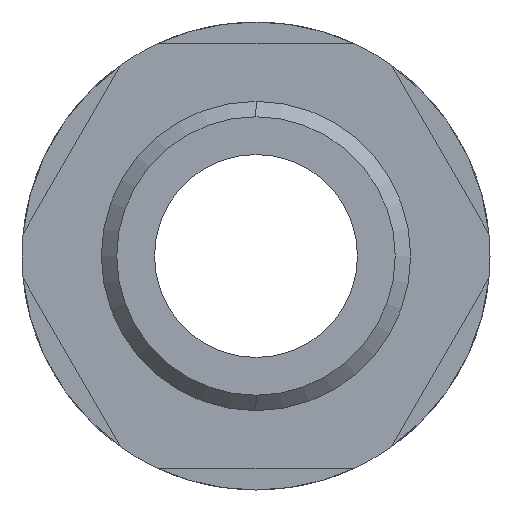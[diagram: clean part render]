
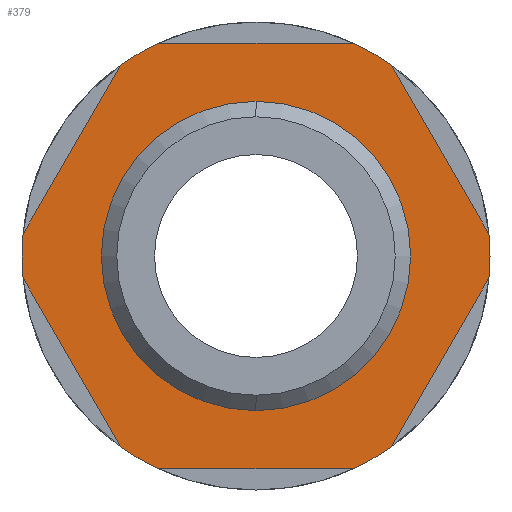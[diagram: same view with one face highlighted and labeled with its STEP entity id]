
A CAD part, left-side view. The second image highlights one B-rep face of the part: STEP entity #379.
In plain terms, the highlighted planar face has unit normal (-1, 0, 0).
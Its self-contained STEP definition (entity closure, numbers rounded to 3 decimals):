
#32 = DIRECTION ( 'NONE',  ( 0., 0., 1. ) ) ;
#72 = DIRECTION ( 'NONE',  ( 0., 1., 0. ) ) ;
#104 = LINE ( 'NONE', #2648, #1870 ) ;
#154 = ORIENTED_EDGE ( 'NONE', *, *, #4545, .T. ) ;
#259 = ORIENTED_EDGE ( 'NONE', *, *, #2073, .T. ) ;
#281 = CARTESIAN_POINT ( 'NONE',  ( 4.9, -7.006, 9.865 ) ) ;
#328 = EDGE_CURVE ( 'NONE', #3231, #2409, #1471, .T. ) ;
#379 = ADVANCED_FACE ( 'NONE', ( #1240, #1346 ), #447, .T. ) ;
#447 = PLANE ( 'NONE',  #513 ) ;
#485 = AXIS2_PLACEMENT_3D ( 'NONE', #874, #1836, #555 ) ;
#487 = EDGE_CURVE ( 'NONE', #1977, #1982, #2333, .T. ) ;
#508 = DIRECTION ( 'NONE',  ( -1., 0., 0. ) ) ;
#513 = AXIS2_PLACEMENT_3D ( 'NONE', #697, #3652, #3999 ) ;
#537 = LINE ( 'NONE', #1513, #4082 ) ;
#555 = DIRECTION ( 'NONE',  ( 0., 0., 1. ) ) ;
#587 = ORIENTED_EDGE ( 'NONE', *, *, #1891, .F. ) ;
#618 = DIRECTION ( 'NONE',  ( 0., 0., 1. ) ) ;
#631 = EDGE_CURVE ( 'NONE', #1982, #3851, #2624, .T. ) ;
#671 = CARTESIAN_POINT ( 'NONE',  ( 4.9, 0., 0. ) ) ;
#681 = CARTESIAN_POINT ( 'NONE',  ( 4.9, 0., 8. ) ) ;
#689 = CARTESIAN_POINT ( 'NONE',  ( 4.9, 0., 0. ) ) ;
#697 = CARTESIAN_POINT ( 'NONE',  ( 4.9, 0., 0. ) ) ;
#738 = DIRECTION ( 'NONE',  ( -1., 0., 0. ) ) ;
#784 = EDGE_CURVE ( 'NONE', #3851, #3231, #4513, .T. ) ;
#871 = DIRECTION ( 'NONE',  ( 0., 0.5, -0.866 ) ) ;
#874 = CARTESIAN_POINT ( 'NONE',  ( 4.9, 0., 0. ) ) ;
#890 = DIRECTION ( 'NONE',  ( -1., 0., 0. ) ) ;
#911 = CARTESIAN_POINT ( 'NONE',  ( 4.9, -7.006, -9.865 ) ) ;
#929 = EDGE_CURVE ( 'NONE', #2239, #1203, #4195, .T. ) ;
#1030 = DIRECTION ( 'NONE',  ( 0., 0., 1. ) ) ;
#1052 = DIRECTION ( 'NONE',  ( 0., 0., 1. ) ) ;
#1122 = VERTEX_POINT ( 'NONE', #1254 ) ;
#1134 = CARTESIAN_POINT ( 'NONE',  ( 4.9, -6.351, 11. ) ) ;
#1203 = VERTEX_POINT ( 'NONE', #4453 ) ;
#1208 = EDGE_CURVE ( 'NONE', #3579, #4111, #4351, .T. ) ;
#1229 = ORIENTED_EDGE ( 'NONE', *, *, #4045, .T. ) ;
#1240 = FACE_BOUND ( 'NONE', #2863, .T. ) ;
#1254 = CARTESIAN_POINT ( 'NONE',  ( 4.9, 7.006, 9.865 ) ) ;
#1346 = FACE_OUTER_BOUND ( 'NONE', #4382, .T. ) ;
#1471 = LINE ( 'NONE', #4481, #4051 ) ;
#1475 = CARTESIAN_POINT ( 'NONE',  ( 4.9, 12.047, 1.135 ) ) ;
#1505 = CIRCLE ( 'NONE', #2092, 8. ) ;
#1512 = AXIS2_PLACEMENT_3D ( 'NONE', #4187, #2075, #4525 ) ;
#1513 = CARTESIAN_POINT ( 'NONE',  ( 4.9, 6.351, -11. ) ) ;
#1576 = ORIENTED_EDGE ( 'NONE', *, *, #784, .T. ) ;
#1610 = ORIENTED_EDGE ( 'NONE', *, *, #4066, .T. ) ;
#1714 = ORIENTED_EDGE ( 'NONE', *, *, #4433, .T. ) ;
#1734 = AXIS2_PLACEMENT_3D ( 'NONE', #671, #3156, #1030 ) ;
#1806 = ORIENTED_EDGE ( 'NONE', *, *, #929, .T. ) ;
#1836 = DIRECTION ( 'NONE',  ( -1., 0., 0. ) ) ;
#1867 = CARTESIAN_POINT ( 'NONE',  ( 4.9, -5.041, 11. ) ) ;
#1870 = VECTOR ( 'NONE', #871, 1000. ) ;
#1891 = EDGE_CURVE ( 'NONE', #4111, #3579, #1505, .T. ) ;
#1976 = CARTESIAN_POINT ( 'NONE',  ( 4.9, -12.047, -1.135 ) ) ;
#1977 = VERTEX_POINT ( 'NONE', #4424 ) ;
#1982 = VERTEX_POINT ( 'NONE', #911 ) ;
#2073 = EDGE_CURVE ( 'NONE', #3032, #1122, #2140, .T. ) ;
#2075 = DIRECTION ( 'NONE',  ( -1., 0., 0. ) ) ;
#2092 = AXIS2_PLACEMENT_3D ( 'NONE', #2645, #508, #2990 ) ;
#2140 = CIRCLE ( 'NONE', #2486, 12.1 ) ;
#2148 = VECTOR ( 'NONE', #2834, 1000. ) ;
#2216 = AXIS2_PLACEMENT_3D ( 'NONE', #3365, #890, #618 ) ;
#2239 = VERTEX_POINT ( 'NONE', #3370 ) ;
#2333 = CIRCLE ( 'NONE', #4067, 12.1 ) ;
#2370 = CIRCLE ( 'NONE', #1734, 12.1 ) ;
#2409 = VERTEX_POINT ( 'NONE', #281 ) ;
#2420 = VERTEX_POINT ( 'NONE', #3496 ) ;
#2486 = AXIS2_PLACEMENT_3D ( 'NONE', #689, #3175, #1052 ) ;
#2624 = LINE ( 'NONE', #4069, #4465 ) ;
#2625 = VERTEX_POINT ( 'NONE', #1867 ) ;
#2645 = CARTESIAN_POINT ( 'NONE',  ( 4.9, 0., 0. ) ) ;
#2648 = CARTESIAN_POINT ( 'NONE',  ( 4.9, 6.351, 11. ) ) ;
#2793 = ORIENTED_EDGE ( 'NONE', *, *, #487, .T. ) ;
#2802 = DIRECTION ( 'NONE',  ( 0., -0.5, 0.866 ) ) ;
#2834 = DIRECTION ( 'NONE',  ( 0., -0.5, -0.866 ) ) ;
#2863 = EDGE_LOOP ( 'NONE', ( #587, #4227 ) ) ;
#2877 = CARTESIAN_POINT ( 'NONE',  ( 4.9, 0., 0. ) ) ;
#2931 = DIRECTION ( 'NONE',  ( 0., -1., 0. ) ) ;
#2990 = DIRECTION ( 'NONE',  ( 0., 0., 1. ) ) ;
#3032 = VERTEX_POINT ( 'NONE', #3392 ) ;
#3156 = DIRECTION ( 'NONE',  ( -1., 0., 0. ) ) ;
#3175 = DIRECTION ( 'NONE',  ( -1., 0., 0. ) ) ;
#3197 = ORIENTED_EDGE ( 'NONE', *, *, #4355, .T. ) ;
#3199 = ORIENTED_EDGE ( 'NONE', *, *, #328, .T. ) ;
#3231 = VERTEX_POINT ( 'NONE', #3861 ) ;
#3232 = VERTEX_POINT ( 'NONE', #1475 ) ;
#3265 = DIRECTION ( 'NONE',  ( 0., 0., 1. ) ) ;
#3365 = CARTESIAN_POINT ( 'NONE',  ( 4.9, 0., 0. ) ) ;
#3370 = CARTESIAN_POINT ( 'NONE',  ( 4.9, 7.006, -9.865 ) ) ;
#3380 = ORIENTED_EDGE ( 'NONE', *, *, #631, .T. ) ;
#3383 = LINE ( 'NONE', #1134, #4181 ) ;
#3392 = CARTESIAN_POINT ( 'NONE',  ( 4.9, 5.041, 11. ) ) ;
#3496 = CARTESIAN_POINT ( 'NONE',  ( 4.9, 12.047, -1.135 ) ) ;
#3563 = ORIENTED_EDGE ( 'NONE', *, *, #4118, .T. ) ;
#3578 = AXIS2_PLACEMENT_3D ( 'NONE', #2877, #738, #32 ) ;
#3579 = VERTEX_POINT ( 'NONE', #4332 ) ;
#3622 = DIRECTION ( 'NONE',  ( -1., 0., 0. ) ) ;
#3652 = DIRECTION ( 'NONE',  ( -1., 0., 0. ) ) ;
#3801 = DIRECTION ( 'NONE',  ( 0., 0.5, 0.866 ) ) ;
#3851 = VERTEX_POINT ( 'NONE', #1976 ) ;
#3861 = CARTESIAN_POINT ( 'NONE',  ( 4.9, -12.047, 1.135 ) ) ;
#3883 = CARTESIAN_POINT ( 'NONE',  ( 4.9, 12.702, 0. ) ) ;
#3999 = DIRECTION ( 'NONE',  ( 0., 0., 1. ) ) ;
#4045 = EDGE_CURVE ( 'NONE', #3232, #2420, #4236, .T. ) ;
#4051 = VECTOR ( 'NONE', #3801, 1000. ) ;
#4066 = EDGE_CURVE ( 'NONE', #2409, #2625, #2370, .T. ) ;
#4067 = AXIS2_PLACEMENT_3D ( 'NONE', #4313, #3622, #3265 ) ;
#4069 = CARTESIAN_POINT ( 'NONE',  ( 4.9, -6.351, -11. ) ) ;
#4082 = VECTOR ( 'NONE', #2931, 1000. ) ;
#4111 = VERTEX_POINT ( 'NONE', #681 ) ;
#4118 = EDGE_CURVE ( 'NONE', #2420, #2239, #4134, .T. ) ;
#4134 = LINE ( 'NONE', #3883, #2148 ) ;
#4181 = VECTOR ( 'NONE', #72, 1000. ) ;
#4187 = CARTESIAN_POINT ( 'NONE',  ( 4.9, 0., 0. ) ) ;
#4195 = CIRCLE ( 'NONE', #3578, 12.1 ) ;
#4227 = ORIENTED_EDGE ( 'NONE', *, *, #1208, .F. ) ;
#4236 = CIRCLE ( 'NONE', #1512, 12.1 ) ;
#4313 = CARTESIAN_POINT ( 'NONE',  ( 4.9, 0., 0. ) ) ;
#4332 = CARTESIAN_POINT ( 'NONE',  ( 4.9, 0., -8. ) ) ;
#4351 = CIRCLE ( 'NONE', #2216, 8. ) ;
#4355 = EDGE_CURVE ( 'NONE', #2625, #3032, #3383, .T. ) ;
#4382 = EDGE_LOOP ( 'NONE', ( #3197, #259, #154, #1229, #3563, #1806, #1714, #2793, #3380, #1576, #3199, #1610 ) ) ;
#4424 = CARTESIAN_POINT ( 'NONE',  ( 4.9, -5.041, -11. ) ) ;
#4433 = EDGE_CURVE ( 'NONE', #1203, #1977, #537, .T. ) ;
#4453 = CARTESIAN_POINT ( 'NONE',  ( 4.9, 5.041, -11. ) ) ;
#4465 = VECTOR ( 'NONE', #2802, 1000. ) ;
#4481 = CARTESIAN_POINT ( 'NONE',  ( 4.9, -12.702, 0. ) ) ;
#4513 = CIRCLE ( 'NONE', #485, 12.1 ) ;
#4525 = DIRECTION ( 'NONE',  ( 0., 0., 1. ) ) ;
#4545 = EDGE_CURVE ( 'NONE', #1122, #3232, #104, .T. ) ;
